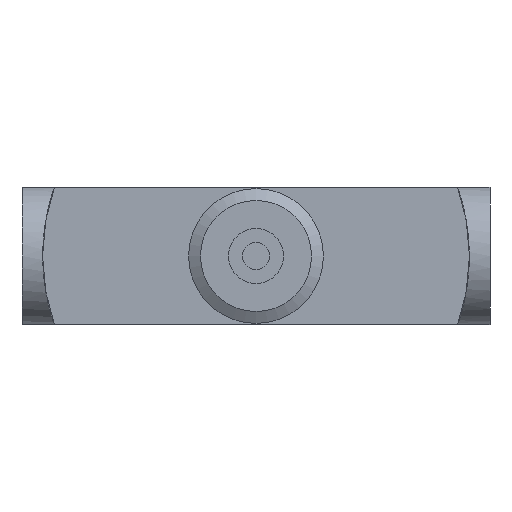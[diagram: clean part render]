
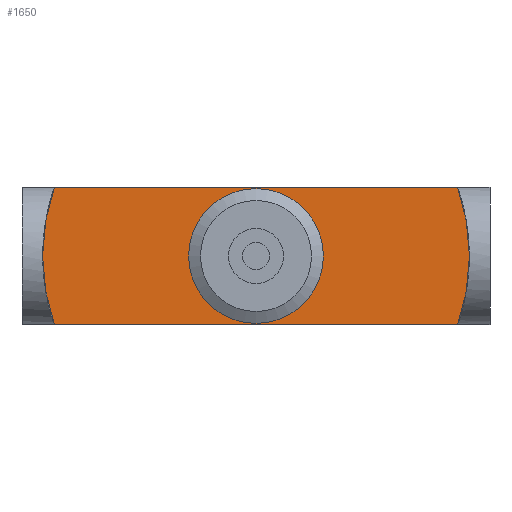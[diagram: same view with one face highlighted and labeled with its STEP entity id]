
A CAD part, left-side view. The second image highlights one B-rep face of the part: STEP entity #1650.
In plain terms, the highlighted planar face has unit normal (-1, 0, 0).
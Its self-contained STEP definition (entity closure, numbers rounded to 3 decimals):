
#31=PLANE('',#1746);
#88=CIRCLE('',#1743,15.);
#89=CIRCLE('',#1745,15.);
#90=CIRCLE('',#1747,4.9);
#217=ORIENTED_EDGE('',*,*,#479,.F.);
#218=ORIENTED_EDGE('',*,*,#459,.F.);
#219=ORIENTED_EDGE('',*,*,#478,.F.);
#220=ORIENTED_EDGE('',*,*,#470,.T.);
#221=ORIENTED_EDGE('',*,*,#477,.F.);
#459=EDGE_CURVE('',#603,#604,#703,.T.);
#470=EDGE_CURVE('',#611,#610,#711,.T.);
#477=EDGE_CURVE('',#604,#610,#88,.T.);
#478=EDGE_CURVE('',#611,#603,#89,.T.);
#479=EDGE_CURVE('',#614,#614,#90,.F.);
#603=VERTEX_POINT('',#2286);
#604=VERTEX_POINT('',#2288);
#610=VERTEX_POINT('',#2305);
#611=VERTEX_POINT('',#2307);
#614=VERTEX_POINT('',#2325);
#703=LINE('',#2287,#799);
#711=LINE('',#2306,#807);
#799=VECTOR('',#1897,1000.);
#807=VECTOR('',#1913,1000.);
#901=EDGE_LOOP('',(#217));
#902=EDGE_LOOP('',(#218,#219,#220,#221));
#1013=FACE_BOUND('',#901,.T.);
#1014=FACE_BOUND('',#902,.T.);
#1650=ADVANCED_FACE('',(#1013,#1014),#31,.F.);
#1743=AXIS2_PLACEMENT_3D('',#2320,#1930,#1931);
#1745=AXIS2_PLACEMENT_3D('',#2322,#1934,#1935);
#1746=AXIS2_PLACEMENT_3D('',#2323,#1936,#1937);
#1747=AXIS2_PLACEMENT_3D('',#2324,#1938,#1939);
#1897=DIRECTION('',(0.,-1.,0.));
#1913=DIRECTION('',(0.,-1.,0.));
#1930=DIRECTION('',(1.,0.,0.));
#1931=DIRECTION('',(0.,0.,-1.));
#1934=DIRECTION('',(1.,0.,0.));
#1935=DIRECTION('',(0.,0.,-1.));
#1936=DIRECTION('',(1.,0.,0.));
#1937=DIRECTION('',(0.,0.,-1.));
#1938=DIRECTION('',(1.,0.,0.));
#1939=DIRECTION('',(0.,0.,-1.));
#2286=CARTESIAN_POINT('',(-36.5,30.142,5.));
#2287=CARTESIAN_POINT('',(-36.5,31.,5.));
#2288=CARTESIAN_POINT('',(-36.5,0.858,5.));
#2305=CARTESIAN_POINT('',(-36.5,0.858,-5.));
#2306=CARTESIAN_POINT('',(-36.5,31.,-5.));
#2307=CARTESIAN_POINT('',(-36.5,30.142,-5.));
#2320=CARTESIAN_POINT('',(-36.5,15.,0.));
#2322=CARTESIAN_POINT('',(-36.5,16.,0.));
#2323=CARTESIAN_POINT('',(-36.5,31.,5.));
#2324=CARTESIAN_POINT('',(-36.5,15.5,0.));
#2325=CARTESIAN_POINT('',(-36.5,15.5,-4.9));
